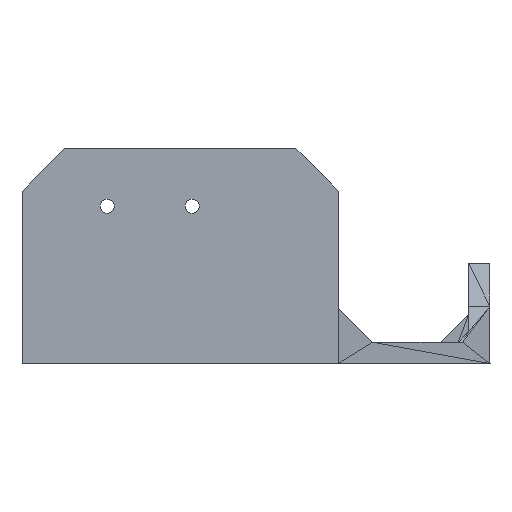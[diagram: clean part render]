
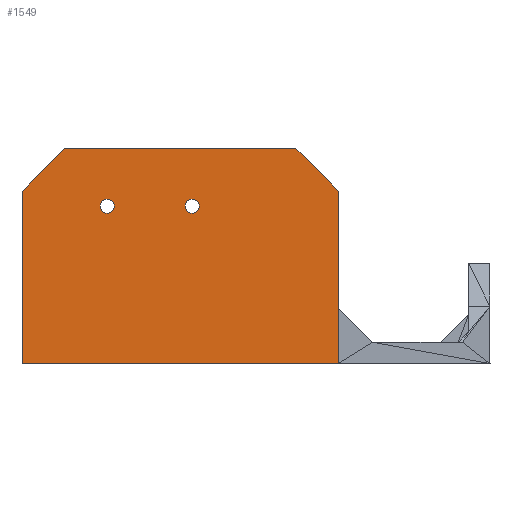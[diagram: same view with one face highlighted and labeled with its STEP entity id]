
A CAD part, front view. The second image highlights one B-rep face of the part: STEP entity #1549.
In plain terms, the highlighted planar face has unit normal (0, -1, 0).
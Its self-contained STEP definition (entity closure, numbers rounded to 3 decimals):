
#2=DIRECTION('',(0.,0.,-1.));
#3=VECTOR('',#2,40.518);
#4=CARTESIAN_POINT('',(94.558,74.499,239.957));
#5=LINE('',#4,#3);
#6=DIRECTION('',(-0.707,0.,-0.707));
#7=VECTOR('',#6,14.142);
#8=CARTESIAN_POINT('',(104.558,74.499,249.957));
#9=LINE('',#8,#7);
#10=DIRECTION('',(-1.,0.,0.));
#11=VECTOR('',#10,54.391);
#12=CARTESIAN_POINT('',(158.949,74.499,249.957));
#13=LINE('',#12,#11);
#14=DIRECTION('',(-0.707,0.,0.707));
#15=VECTOR('',#14,14.142);
#16=CARTESIAN_POINT('',(168.949,74.499,239.957));
#17=LINE('',#16,#15);
#18=CARTESIAN_POINT('',(114.568,74.499,236.411));
#19=DIRECTION('',(0.,1.,0.));
#20=DIRECTION('',(-1.,0.,0.));
#21=AXIS2_PLACEMENT_3D('',#18,#19,#20);
#23=CARTESIAN_POINT('',(114.568,74.499,236.411));
#24=DIRECTION('',(0.,1.,0.));
#25=DIRECTION('',(1.,0.,0.));
#26=AXIS2_PLACEMENT_3D('',#23,#24,#25);
#28=CARTESIAN_POINT('',(134.559,74.499,236.414));
#29=DIRECTION('',(0.,1.,0.));
#30=DIRECTION('',(-1.,0.,0.));
#31=AXIS2_PLACEMENT_3D('',#28,#29,#30);
#33=CARTESIAN_POINT('',(134.559,74.499,236.414));
#34=DIRECTION('',(0.,1.,0.));
#35=DIRECTION('',(1.,0.,0.));
#36=AXIS2_PLACEMENT_3D('',#33,#34,#35);
#38=DIRECTION('',(-1.,0.,0.));
#39=VECTOR('',#38,74.391);
#40=CARTESIAN_POINT('',(168.949,74.499,199.439));
#41=LINE('',#40,#39);
#538=DIRECTION('',(0.,0.,-1.));
#539=VECTOR('',#538,13.);
#540=CARTESIAN_POINT('',(168.949,74.499,212.439));
#541=LINE('',#540,#539);
#566=DIRECTION('',(0.,0.,-1.));
#567=VECTOR('',#566,27.518);
#568=CARTESIAN_POINT('',(168.949,74.499,239.957));
#569=LINE('',#568,#567);
#1234=CARTESIAN_POINT('',(104.558,74.499,249.957));
#1235=CARTESIAN_POINT('',(94.558,74.499,239.957));
#1236=VERTEX_POINT('',#1234);
#1237=VERTEX_POINT('',#1235);
#1238=CARTESIAN_POINT('',(94.558,74.499,199.439));
#1239=VERTEX_POINT('',#1238);
#1240=CARTESIAN_POINT('',(168.949,74.499,199.439));
#1241=VERTEX_POINT('',#1240);
#1242=CARTESIAN_POINT('',(168.949,74.499,212.439));
#1243=VERTEX_POINT('',#1242);
#1244=CARTESIAN_POINT('',(168.949,74.499,239.957));
#1245=CARTESIAN_POINT('',(158.949,74.499,249.957));
#1246=VERTEX_POINT('',#1244);
#1247=VERTEX_POINT('',#1245);
#1412=CARTESIAN_POINT('',(112.918,74.499,236.411));
#1413=CARTESIAN_POINT('',(116.218,74.499,236.411));
#1414=VERTEX_POINT('',#1412);
#1415=VERTEX_POINT('',#1413);
#1416=CARTESIAN_POINT('',(132.909,74.499,236.414));
#1417=CARTESIAN_POINT('',(136.209,74.499,236.414));
#1418=VERTEX_POINT('',#1416);
#1419=VERTEX_POINT('',#1417);
#1516=CARTESIAN_POINT('',(104.291,74.499,239.066));
#1517=DIRECTION('',(0.,-1.,0.));
#1518=DIRECTION('',(0.,0.,-1.));
#1519=AXIS2_PLACEMENT_3D('',#1516,#1517,#1518);
#1520=PLANE('',#1519);
#1522=ORIENTED_EDGE('',*,*,#1521,.T.);
#1524=ORIENTED_EDGE('',*,*,#1523,.F.);
#1526=ORIENTED_EDGE('',*,*,#1525,.F.);
#1528=ORIENTED_EDGE('',*,*,#1527,.F.);
#1530=ORIENTED_EDGE('',*,*,#1529,.F.);
#1532=ORIENTED_EDGE('',*,*,#1531,.T.);
#1534=ORIENTED_EDGE('',*,*,#1533,.T.);
#1535=EDGE_LOOP('',(#1522,#1524,#1526,#1528,#1530,#1532,#1534));
#1536=FACE_OUTER_BOUND('',#1535,.F.);
#1538=ORIENTED_EDGE('',*,*,#1537,.F.);
#1540=ORIENTED_EDGE('',*,*,#1539,.F.);
#1541=EDGE_LOOP('',(#1538,#1540));
#1542=FACE_BOUND('',#1541,.F.);
#1544=ORIENTED_EDGE('',*,*,#1543,.F.);
#1546=ORIENTED_EDGE('',*,*,#1545,.F.);
#1547=EDGE_LOOP('',(#1544,#1546));
#1548=FACE_BOUND('',#1547,.F.);
#1549=ADVANCED_FACE('',(#1536,#1542,#1548),#1520,.T.);
#22=CIRCLE('',#21,1.65);
#27=CIRCLE('',#26,1.65);
#32=CIRCLE('',#31,1.65);
#37=CIRCLE('',#36,1.65);
#1521=EDGE_CURVE('',#1241,#1239,#41,.T.);
#1523=EDGE_CURVE('',#1237,#1239,#5,.T.);
#1525=EDGE_CURVE('',#1236,#1237,#9,.T.);
#1527=EDGE_CURVE('',#1247,#1236,#13,.T.);
#1529=EDGE_CURVE('',#1246,#1247,#17,.T.);
#1531=EDGE_CURVE('',#1246,#1243,#569,.T.);
#1533=EDGE_CURVE('',#1243,#1241,#541,.T.);
#1537=EDGE_CURVE('',#1414,#1415,#22,.T.);
#1539=EDGE_CURVE('',#1415,#1414,#27,.T.);
#1543=EDGE_CURVE('',#1418,#1419,#32,.T.);
#1545=EDGE_CURVE('',#1419,#1418,#37,.T.);
